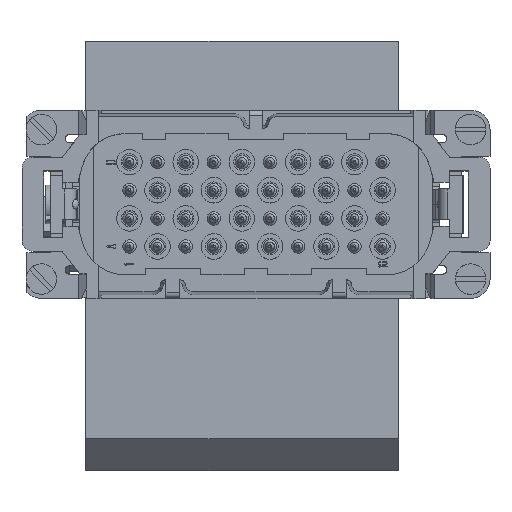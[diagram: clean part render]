
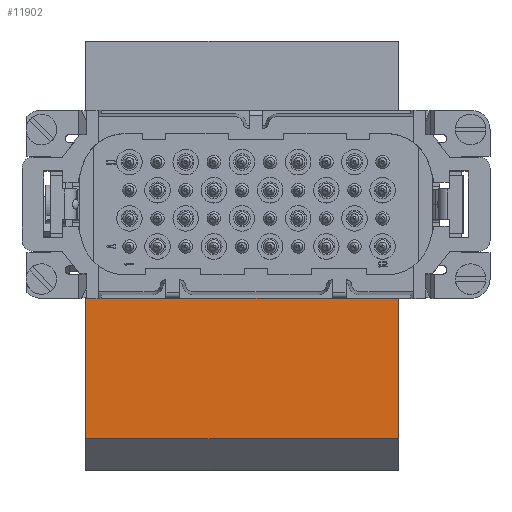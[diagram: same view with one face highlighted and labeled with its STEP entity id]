
A CAD part, top view. The second image highlights one B-rep face of the part: STEP entity #11902.
In plain terms, the highlighted planar face has unit normal (0, -0.001, 1).
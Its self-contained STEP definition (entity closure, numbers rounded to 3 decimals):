
#7553=PLANE('',#52777);
#9564=FACE_OUTER_BOUND('',#15996,.T.);
#11902=ADVANCED_FACE('',(#9564),#7553,.T.);
#15996=EDGE_LOOP('',(#24229,#24230,#24231,#24232,#24233,#24234,#24235,#24236));
#24229=ORIENTED_EDGE('',*,*,#36264,.T.);
#24230=ORIENTED_EDGE('',*,*,#36265,.F.);
#24231=ORIENTED_EDGE('',*,*,#34950,.T.);
#24232=ORIENTED_EDGE('',*,*,#36266,.F.);
#24233=ORIENTED_EDGE('',*,*,#36262,.T.);
#24234=ORIENTED_EDGE('',*,*,#36267,.T.);
#24235=ORIENTED_EDGE('',*,*,#36231,.F.);
#24236=ORIENTED_EDGE('',*,*,#36268,.F.);
#30429=VERTEX_POINT('',#72559);
#30431=VERTEX_POINT('',#72562);
#31229=VERTEX_POINT('',#75292);
#31230=VERTEX_POINT('',#75294);
#31243=VERTEX_POINT('',#75348);
#31244=VERTEX_POINT('',#75350);
#31245=VERTEX_POINT('',#75354);
#31246=VERTEX_POINT('',#75355);
#34950=EDGE_CURVE('',#30431,#30429,#42298,.T.);
#36231=EDGE_CURVE('',#31229,#31230,#43453,.T.);
#36262=EDGE_CURVE('',#31244,#31243,#43484,.T.);
#36264=EDGE_CURVE('',#31245,#31246,#43486,.T.);
#36265=EDGE_CURVE('',#30431,#31246,#43487,.T.);
#36266=EDGE_CURVE('',#31244,#30429,#43488,.T.);
#36267=EDGE_CURVE('',#31243,#31230,#43489,.T.);
#36268=EDGE_CURVE('',#31245,#31229,#43490,.T.);
#42298=LINE('',#72561,#46319);
#43453=LINE('',#75293,#47476);
#43484=LINE('',#75349,#47507);
#43486=LINE('',#75353,#47509);
#43487=LINE('',#75356,#47510);
#43488=LINE('',#75357,#47511);
#43489=LINE('',#75358,#47512);
#43490=LINE('',#75359,#47513);
#46319=VECTOR('',#58717,1.);
#47476=VECTOR('',#61182,1.);
#47507=VECTOR('',#61235,1.);
#47509=VECTOR('',#61239,1.);
#47510=VECTOR('',#61240,1.);
#47511=VECTOR('',#61241,1.);
#47512=VECTOR('',#61242,1.);
#47513=VECTOR('',#61243,1.);
#52777=AXIS2_PLACEMENT_3D('',#75360,#61244,#61245);
#58717=DIRECTION('',(-1.,0.,0.));
#61182=DIRECTION('',(1.,0.,0.));
#61235=DIRECTION('',(-1.,0.,0.));
#61239=DIRECTION('',(1.,0.,0.));
#61240=DIRECTION('',(0.,-1.,-0.001));
#61241=DIRECTION('',(0.,1.,0.001));
#61242=DIRECTION('',(0.,1.,0.001));
#61243=DIRECTION('',(0.,1.,0.001));
#61244=DIRECTION('',(0.,-0.001,1.));
#61245=DIRECTION('',(0.,-1.,-0.001));
#72559=CARTESIAN_POINT('',(-25.06,-15.75,-37.481));
#72561=CARTESIAN_POINT('',(-14.9,-15.75,-37.481));
#72562=CARTESIAN_POINT('',(25.74,-15.75,-37.481));
#75292=CARTESIAN_POINT('',(-30.76,-10.803,-37.478));
#75293=CARTESIAN_POINT('',(-25.06,-10.803,-37.478));
#75294=CARTESIAN_POINT('',(-26.26,-10.803,-37.478));
#75348=CARTESIAN_POINT('',(-26.26,-15.753,-37.481));
#75349=CARTESIAN_POINT('',(-25.06,-15.753,-37.481));
#75350=CARTESIAN_POINT('',(-25.06,-15.753,-37.481));
#75353=CARTESIAN_POINT('',(-25.06,-42.303,-37.497));
#75354=CARTESIAN_POINT('',(-30.76,-42.303,-37.497));
#75355=CARTESIAN_POINT('',(25.74,-42.303,-37.497));
#75356=CARTESIAN_POINT('',(25.74,-42.303,-37.497));
#75357=CARTESIAN_POINT('',(-25.06,-42.303,-37.497));
#75358=CARTESIAN_POINT('',(-26.26,-15.753,-37.481));
#75359=CARTESIAN_POINT('',(-30.76,-42.303,-37.497));
#75360=CARTESIAN_POINT('',(-25.06,-42.303,-37.497));
